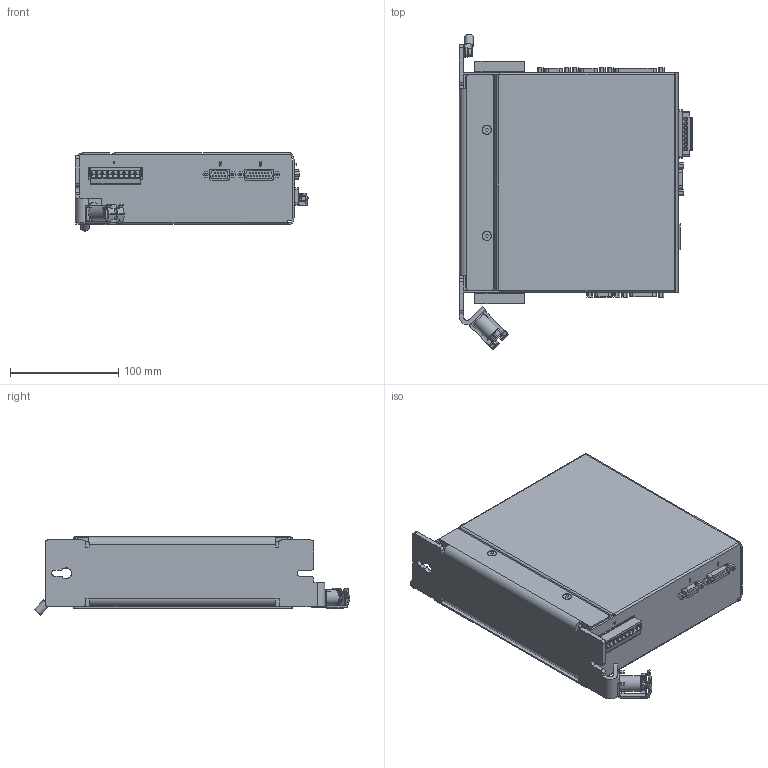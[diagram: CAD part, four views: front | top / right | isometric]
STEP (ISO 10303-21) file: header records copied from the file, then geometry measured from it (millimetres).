
FILE_DESCRIPTION(/* description */ ('STEP AP214'),/* implementation_level */ '2;1');
FILE_NAME(/* name */ '1622901_CMMP-AS-C2-3A-M0',/* time_stamp */ '2024-08-04T14:39:36+02:00',/* author */ ('License CC BY-ND 4.0'),/* organization */ ('CADENAS'),/* preprocessor_version */ 'ST-DEVELOPER v19.3',/* originating_system */ 'PARTsolutions',/* authorisation */ ' ');
FILE_SCHEMA (('AUTOMOTIVE_DESIGN {1 0 10303 214 3 1 1}'));
Products named in the file (5): 1622901 CMMP-AS-C2-3A-M0; 1622901 CMMP-AS-C2-3A-M0---(P1); 3299023 CMMD-AS-C8-3A; 1659228 NEKM-C-7---(1); 1660640 NEKM-C-8---(3)
Assembly tree (5 placements, depth 2):
  1622901 CMMP-AS-C2-3A-M0
    1622901 CMMP-AS-C2-3A-M0---(P1)
    3299023 CMMD-AS-C8-3A
    1659228 NEKM-C-7---(1)  x2
    1660640 NEKM-C-8---(3)
Bounding box: 215.34 x 291.42 x 72.12 mm (x, y, z)
Volume: 2704289.4 mm3; surface area: 205577.2 mm2
Topology: 5 solids, 5 shells, 2563 faces, 6469 edges, 4261 vertices
Faces by surface type: plane 1969, cylinder 563, cone 20, torus 9, sphere 2
Full cylindrical faces by diameter (mm): 0.39 x1, 0.48 x4, 0.7 x9, 0.8 x67, 1.4 x18, 1.567 x12, 1.6 x7, 1.75 x2, 2.4 x6, 2.5 x4, 2.8 x26, 2.9 x8, 3 x1, 3.6 x2, 3.78 x18, 3.9 x2, 4 x22, 4.5 x2, 7 x1, 7.2 x1, 7.6 x1, 7.8 x1, 8 x4, 8.9 x1, 9 x2, 9.46 x1, 11.78 x1, 14.18 x1
Entity records: 80205 total; most frequent: CARTESIAN_POINT 11504, DIRECTION 10998, ORIENTED_EDGE 10770, EDGE_CURVE 5385, LINE 4160, VECTOR 4160, VERTEX_POINT 3680, AXIS2_PLACEMENT_3D 3419
